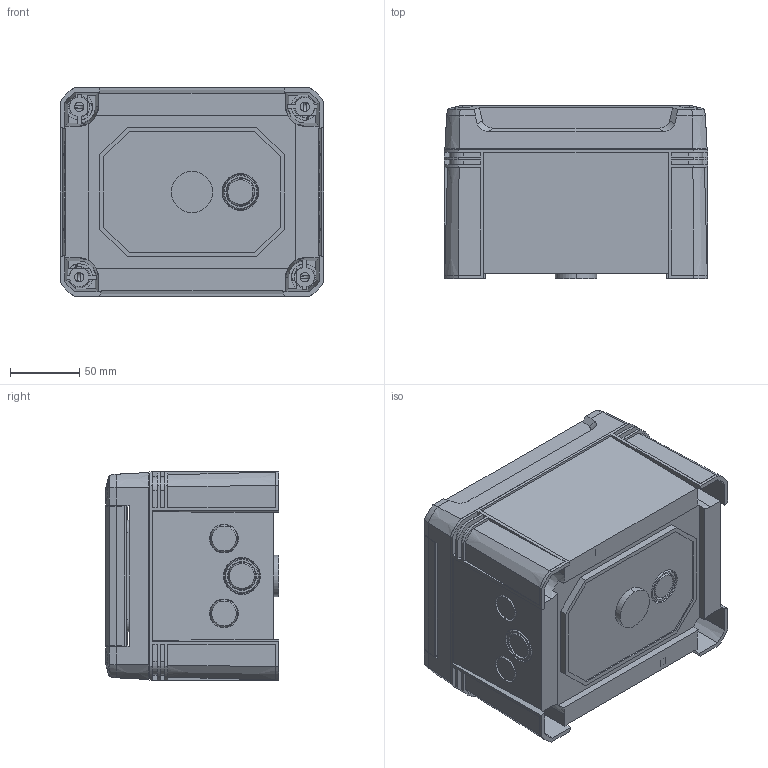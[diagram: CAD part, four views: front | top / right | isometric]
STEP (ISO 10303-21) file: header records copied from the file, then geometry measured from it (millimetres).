
FILE_DESCRIPTION (( 'STEP AP214' ), '1' );
FILE_NAME ('2008820_KSTP1.STEP', '2024-10-16T11:29:18', ( '' ), ( '' ), 'SwSTEP 2.0', 'SolidWorks 2022', '' );
FILE_SCHEMA (( 'AUTOMOTIVE_DESIGN' ));
Length unit declared in the file: millimetre
Products named in the file (11): 092860_S916-längs; P_0000008921_1_Standard; 052771_052771-3E-850°C; P_0000008922_1_Standard; 092861_S-916quer; ED170-04-02_Standard; 087700_Standard; 052770_Standard; 2008820_KSTP1; 076708_S916BC-SDB-3E breakout opening-Polystyrol_Alt; 103020_3 TE-850°C
Assembly tree (12 placements, depth 3):
  ED170-04-02_Standard
  2008820_KSTP1
    076708_S916BC-SDB-3E breakout opening-Polystyrol_Alt
    103020_3 TE-850°C
      052771_052771-3E-850°C
      P_0000008921_1_Standard
      P_0000008922_1_Standard
    087700_Standard  x4
    092860_S916-längs
    092861_S-916quer
    052770_Standard
Bounding box: 190.5 x 125.71 x 150.9 mm (x, y, z)
Volume: 571827.4 mm3; surface area: 459672.1 mm2
Topology: 11 solids, 11 shells, 3114 faces, 8321 edges, 5247 vertices
Faces by surface type: plane 1353, cylinder 710, bspline 379, cone 374, torus 258, sphere 40
Entity records: 82976 total; most frequent: CARTESIAN_POINT 28951, ORIENTED_EDGE 11924, DIRECTION 10456, EDGE_CURVE 5962, VERTEX_POINT 3796, AXIS2_PLACEMENT_3D 3645, LINE 3166, VECTOR 3166
